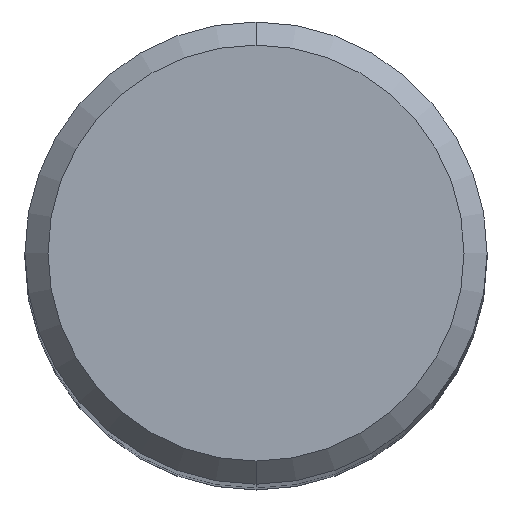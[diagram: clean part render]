
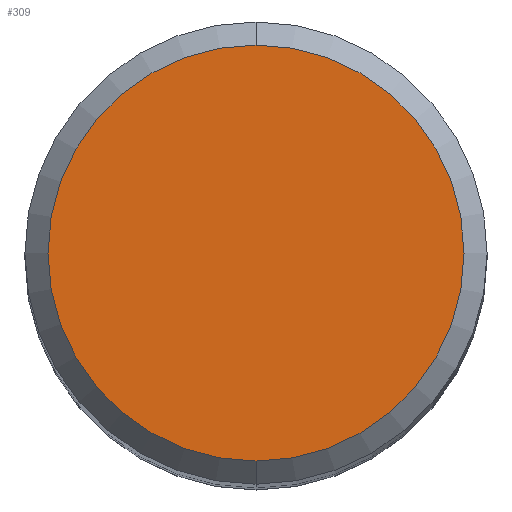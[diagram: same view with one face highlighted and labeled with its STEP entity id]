
A CAD part, top view. The second image highlights one B-rep face of the part: STEP entity #309.
In plain terms, the highlighted planar face has unit normal (0, 0, 1).
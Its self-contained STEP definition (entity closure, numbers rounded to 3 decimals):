
#173=EDGE_CURVE('',#349,#345,#464,.T.);
#219=EDGE_CURVE('',#345,#349,#513,.T.);
#309=ADVANCED_FACE('',(#610),#611,.T.);
#345=VERTEX_POINT('',#652);
#349=VERTEX_POINT('',#656);
#464=CIRCLE('',#782,3.6);
#513=CIRCLE('',#887,3.6);
#610=FACE_OUTER_BOUND('',#1062,.T.);
#611=PLANE('',#1063);
#652=CARTESIAN_POINT('',(0.0,3.6,0.0));
#656=CARTESIAN_POINT('',(0.,-3.6,0.0));
#782=AXIS2_PLACEMENT_3D('',#1391,#1392,#1393);
#887=AXIS2_PLACEMENT_3D('',#1429,#1430,#1431);
#1062=EDGE_LOOP('',(#1529,#1530));
#1063=AXIS2_PLACEMENT_3D('',#1531,#1532,#1533);
#1391=CARTESIAN_POINT('',(0.0,0.0,0.0));
#1392=DIRECTION('',(0.0,0.0,-1.0));
#1393=DIRECTION('',(0.0,1.0,0.0));
#1429=CARTESIAN_POINT('',(0.0,0.0,0.0));
#1430=DIRECTION('',(0.0,0.0,-1.0));
#1431=DIRECTION('',(0.0,1.0,0.0));
#1529=ORIENTED_EDGE('',*,*,#219,.F.);
#1530=ORIENTED_EDGE('',*,*,#173,.F.);
#1531=CARTESIAN_POINT('',(0.0,1.8,0.0));
#1532=DIRECTION('',(-0.0,0.0,1.0));
#1533=DIRECTION('',(0.0,-1.0,0.0));
